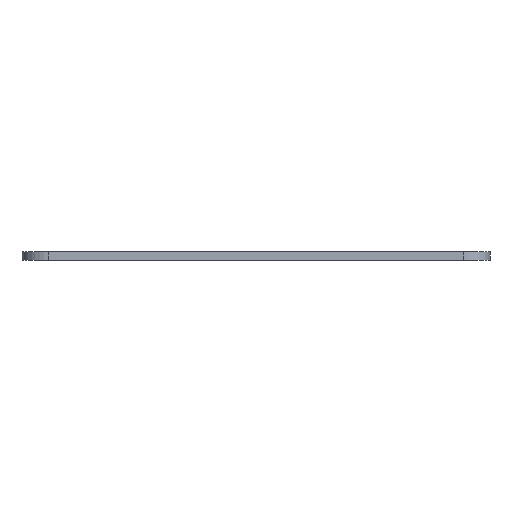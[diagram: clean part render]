
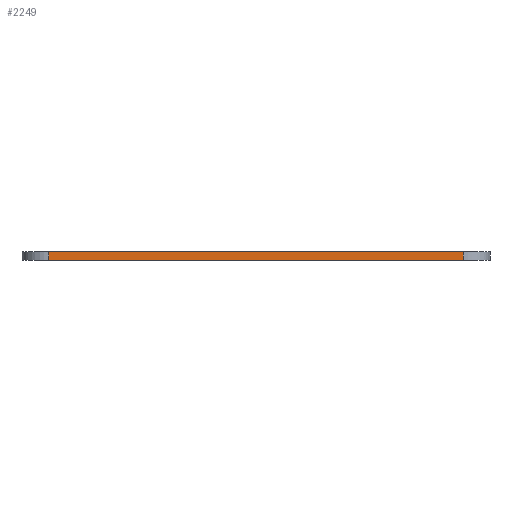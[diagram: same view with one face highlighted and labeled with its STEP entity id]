
A CAD part, left-side view. The second image highlights one B-rep face of the part: STEP entity #2249.
In plain terms, the highlighted planar face has unit normal (-1, 0, 0).
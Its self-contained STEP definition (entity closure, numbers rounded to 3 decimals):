
#112=PLANE('',#2458);
#221=FACE_OUTER_BOUND('',#347,.T.);
#347=EDGE_LOOP('',(#1985,#1986,#1987,#1988));
#367=LINE('',#3094,#602);
#372=LINE('',#3106,#607);
#452=LINE('',#3363,#687);
#600=LINE('',#3729,#835);
#602=VECTOR('',#2467,10.);
#607=VECTOR('',#2478,10.);
#687=VECTOR('',#2680,10.);
#835=VECTOR('',#3082,10.);
#924=VERTEX_POINT('',#3091);
#925=VERTEX_POINT('',#3093);
#929=VERTEX_POINT('',#3105);
#1045=VERTEX_POINT('',#3361);
#1138=EDGE_CURVE('',#924,#925,#367,.T.);
#1144=EDGE_CURVE('',#925,#929,#372,.T.);
#1273=EDGE_CURVE('',#929,#1045,#452,.T.);
#1456=EDGE_CURVE('',#1045,#924,#600,.T.);
#1985=ORIENTED_EDGE('',*,*,#1138,.F.);
#1986=ORIENTED_EDGE('',*,*,#1456,.F.);
#1987=ORIENTED_EDGE('',*,*,#1273,.F.);
#1988=ORIENTED_EDGE('',*,*,#1144,.F.);
#2249=ADVANCED_FACE('',(#221),#112,.T.);
#2458=AXIS2_PLACEMENT_3D('',#3728,#3080,#3081);
#2467=DIRECTION('',(0.,0.,-1.));
#2478=DIRECTION('',(0.,1.,0.));
#2680=DIRECTION('',(0.,0.,1.));
#3080=DIRECTION('center_axis',(-1.,0.,0.));
#3081=DIRECTION('ref_axis',(0.,-1.,0.));
#3082=DIRECTION('',(0.,-1.,0.));
#3091=CARTESIAN_POINT('',(-29.91,-44.995,1.5));
#3093=CARTESIAN_POINT('',(-29.91,-44.995,0.));
#3094=CARTESIAN_POINT('',(-29.91,-44.995,0.));
#3105=CARTESIAN_POINT('',(-29.91,31.68,0.));
#3106=CARTESIAN_POINT('',(-29.91,-49.995,0.));
#3361=CARTESIAN_POINT('',(-29.91,31.68,1.5));
#3363=CARTESIAN_POINT('',(-29.91,31.68,0.));
#3728=CARTESIAN_POINT('Origin',(-29.91,36.68,0.));
#3729=CARTESIAN_POINT('',(-29.91,-49.995,1.5));
